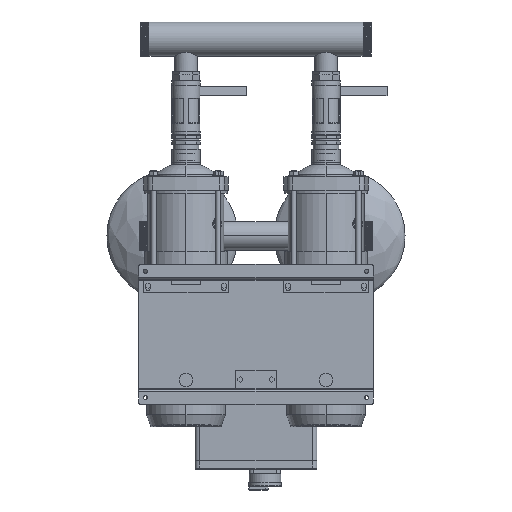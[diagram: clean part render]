
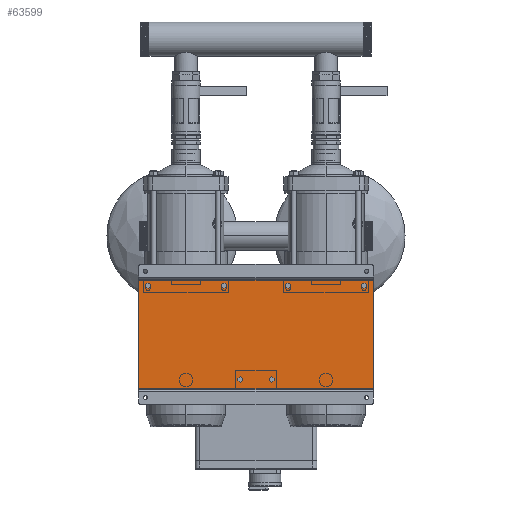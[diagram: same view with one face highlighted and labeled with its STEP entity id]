
A CAD part, front view. The second image highlights one B-rep face of the part: STEP entity #63599.
In plain terms, the highlighted planar face has unit normal (0, -1, 0).
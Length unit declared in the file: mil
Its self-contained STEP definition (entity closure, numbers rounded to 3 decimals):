
#3214 = DIRECTION ( 'NONE',  ( 0., 0., -1. ) ) ;
#4412 = EDGE_LOOP ( 'NONE', ( #21178, #35841, #4738, #48624 ) ) ;
#4738 = ORIENTED_EDGE ( 'NONE', *, *, #36290, .F. ) ;
#6436 = CARTESIAN_POINT ( 'NONE',  ( 10236.22, 2047.244, 4724.409 ) ) ;
#6488 = DIRECTION ( 'NONE',  ( 1., 0., 0. ) ) ;
#8550 = EDGE_CURVE ( 'NONE', #47583, #46986, #20664, .T. ) ;
#8979 = VECTOR ( 'NONE', #69536, 39370.079 ) ;
#10416 = LINE ( 'NONE', #23671, #27172 ) ;
#12553 = PLANE ( 'NONE',  #16741 ) ;
#14933 = CARTESIAN_POINT ( 'NONE',  ( -10236.22, 2047.244, -4724.409 ) ) ;
#16741 = AXIS2_PLACEMENT_3D ( 'NONE', #54418, #43553, #6488 ) ;
#19806 = EDGE_CURVE ( 'NONE', #57610, #46986, #20979, .T. ) ;
#20664 = LINE ( 'NONE', #33135, #79476 ) ;
#20979 = LINE ( 'NONE', #14933, #27200 ) ;
#21178 = ORIENTED_EDGE ( 'NONE', *, *, #19806, .T. ) ;
#22239 = EDGE_CURVE ( 'NONE', #70175, #57610, #66134, .T. ) ;
#23671 = CARTESIAN_POINT ( 'NONE',  ( 10236.22, 2047.244, 4724.409 ) ) ;
#27172 = VECTOR ( 'NONE', #42249, 39370.079 ) ;
#27200 = VECTOR ( 'NONE', #3214, 39370.079 ) ;
#28800 = CARTESIAN_POINT ( 'NONE',  ( 10236.22, 2047.244, -4724.409 ) ) ;
#31455 = FACE_OUTER_BOUND ( 'NONE', #4412, .T. ) ;
#33135 = CARTESIAN_POINT ( 'NONE',  ( 10236.22, 2047.244, -4724.409 ) ) ;
#35841 = ORIENTED_EDGE ( 'NONE', *, *, #8550, .F. ) ;
#36290 = EDGE_CURVE ( 'NONE', #70175, #47583, #10416, .T. ) ;
#39972 = DIRECTION ( 'NONE',  ( -1., 0., 0. ) ) ;
#41165 = CARTESIAN_POINT ( 'NONE',  ( 10236.22, 2047.244, 4724.409 ) ) ;
#42249 = DIRECTION ( 'NONE',  ( 0., 0., -1. ) ) ;
#43553 = DIRECTION ( 'NONE',  ( 0., 1., 0. ) ) ;
#44791 = CARTESIAN_POINT ( 'NONE',  ( -10236.22, 2047.244, -4724.409 ) ) ;
#46986 = VERTEX_POINT ( 'NONE', #44791 ) ;
#47583 = VERTEX_POINT ( 'NONE', #28800 ) ;
#48624 = ORIENTED_EDGE ( 'NONE', *, *, #22239, .T. ) ;
#49611 = CARTESIAN_POINT ( 'NONE',  ( -10236.22, 2047.244, 4724.409 ) ) ;
#54418 = CARTESIAN_POINT ( 'NONE',  ( 10236.22, 2047.244, -4724.409 ) ) ;
#57610 = VERTEX_POINT ( 'NONE', #49611 ) ;
#63599 = ADVANCED_FACE ( 'NONE', ( #31455 ), #12553, .F. ) ;
#66134 = LINE ( 'NONE', #41165, #8979 ) ;
#69536 = DIRECTION ( 'NONE',  ( -1., 0., 0. ) ) ;
#70175 = VERTEX_POINT ( 'NONE', #6436 ) ;
#79476 = VECTOR ( 'NONE', #39972, 39370.079 ) ;
